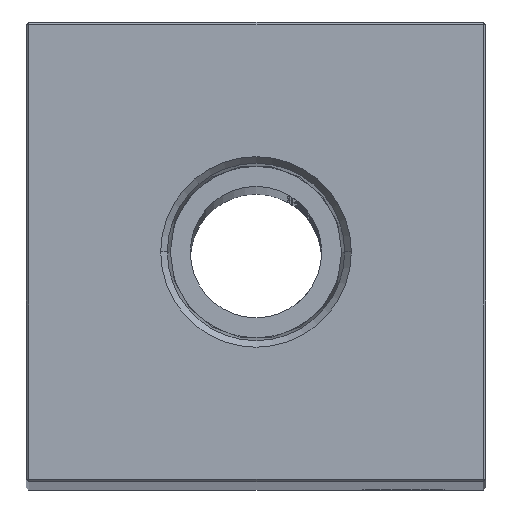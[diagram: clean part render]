
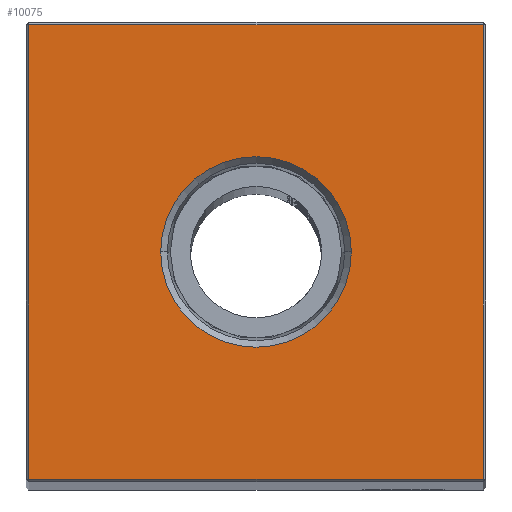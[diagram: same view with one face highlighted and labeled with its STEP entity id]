
A CAD part, top view. The second image highlights one B-rep face of the part: STEP entity #10075.
In plain terms, the highlighted planar face has unit normal (0, 0, 1).
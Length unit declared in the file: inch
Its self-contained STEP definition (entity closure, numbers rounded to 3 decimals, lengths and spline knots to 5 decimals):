
#202 = VECTOR ( 'NONE', #4389, 39.37008 ) ;
#666 = DIRECTION ( 'NONE',  ( 0., 1., 0. ) ) ;
#1344 = DIRECTION ( 'NONE',  ( 1., 0., 0. ) ) ;
#1519 = ORIENTED_EDGE ( 'NONE', *, *, #31832, .T. ) ;
#1718 = CARTESIAN_POINT ( 'NONE',  ( -0.865, 0., 17.75 ) ) ;
#1841 = CARTESIAN_POINT ( 'NONE',  ( -0.865, -0.865, 17.75 ) ) ;
#2190 = CARTESIAN_POINT ( 'NONE',  ( -0.3626, 0., 17.75 ) ) ;
#3419 = VERTEX_POINT ( 'NONE', #2190 ) ;
#3686 = EDGE_CURVE ( 'NONE', #24236, #25627, #17390, .T. ) ;
#4389 = DIRECTION ( 'NONE',  ( -1., 0., 0. ) ) ;
#4391 = EDGE_LOOP ( 'NONE', ( #9225, #14690 ) ) ;
#4676 = AXIS2_PLACEMENT_3D ( 'NONE', #20780, #31317, #7781 ) ;
#5218 = EDGE_CURVE ( 'NONE', #3419, #9611, #10867, .T. ) ;
#5812 = LINE ( 'NONE', #16226, #14452 ) ;
#6625 = CARTESIAN_POINT ( 'NONE',  ( -0.865, 0.865, 17.75 ) ) ;
#7374 = DIRECTION ( 'NONE',  ( 1., 0., 0. ) ) ;
#7459 = FACE_BOUND ( 'NONE', #4391, .T. ) ;
#7781 = DIRECTION ( 'NONE',  ( -1., 0., 0. ) ) ;
#9225 = ORIENTED_EDGE ( 'NONE', *, *, #13061, .F. ) ;
#9611 = VERTEX_POINT ( 'NONE', #27818 ) ;
#10075 = ADVANCED_FACE ( 'NONE', ( #30994, #7459 ), #17876, .F. ) ;
#10805 = EDGE_CURVE ( 'NONE', #11098, #27962, #5812, .T. ) ;
#10867 = CIRCLE ( 'NONE', #30053, 0.3626 ) ;
#10948 = VECTOR ( 'NONE', #666, 39.37008 ) ;
#11098 = VERTEX_POINT ( 'NONE', #1841 ) ;
#12184 = DIRECTION ( 'NONE',  ( 0., -1., 0. ) ) ;
#12375 = CARTESIAN_POINT ( 'NONE',  ( 0.865, -0.865, 17.75 ) ) ;
#12745 = AXIS2_PLACEMENT_3D ( 'NONE', #20364, #30896, #7374 ) ;
#13061 = EDGE_CURVE ( 'NONE', #9611, #3419, #27536, .T. ) ;
#13522 = EDGE_CURVE ( 'NONE', #25627, #11098, #25184, .T. ) ;
#13659 = LINE ( 'NONE', #24108, #10948 ) ;
#14321 = CARTESIAN_POINT ( 'NONE',  ( 0., 0., 17.75 ) ) ;
#14452 = VECTOR ( 'NONE', #26719, 39.37008 ) ;
#14690 = ORIENTED_EDGE ( 'NONE', *, *, #5218, .F. ) ;
#16226 = CARTESIAN_POINT ( 'NONE',  ( 0., -0.865, 17.75 ) ) ;
#17390 = LINE ( 'NONE', #27894, #202 ) ;
#17876 = PLANE ( 'NONE',  #4676 ) ;
#17882 = ORIENTED_EDGE ( 'NONE', *, *, #13522, .T. ) ;
#19746 = VECTOR ( 'NONE', #12184, 39.37008 ) ;
#20364 = CARTESIAN_POINT ( 'NONE',  ( 0., 0., 17.75 ) ) ;
#20780 = CARTESIAN_POINT ( 'NONE',  ( 0., 0., 17.75 ) ) ;
#24108 = CARTESIAN_POINT ( 'NONE',  ( 0.865, 0., 17.75 ) ) ;
#24236 = VERTEX_POINT ( 'NONE', #33834 ) ;
#24483 = ORIENTED_EDGE ( 'NONE', *, *, #3686, .T. ) ;
#24783 = DIRECTION ( 'NONE',  ( 0., 0., 1. ) ) ;
#25184 = LINE ( 'NONE', #1718, #19746 ) ;
#25627 = VERTEX_POINT ( 'NONE', #6625 ) ;
#26719 = DIRECTION ( 'NONE',  ( 1., 0., 0. ) ) ;
#27536 = CIRCLE ( 'NONE', #12745, 0.3626 ) ;
#27818 = CARTESIAN_POINT ( 'NONE',  ( 0.3626, 0., 17.75 ) ) ;
#27894 = CARTESIAN_POINT ( 'NONE',  ( 0., 0.865, 17.75 ) ) ;
#27962 = VERTEX_POINT ( 'NONE', #12375 ) ;
#30001 = EDGE_LOOP ( 'NONE', ( #17882, #30394, #1519, #24483 ) ) ;
#30053 = AXIS2_PLACEMENT_3D ( 'NONE', #14321, #24783, #1344 ) ;
#30394 = ORIENTED_EDGE ( 'NONE', *, *, #10805, .T. ) ;
#30896 = DIRECTION ( 'NONE',  ( 0., 0., 1. ) ) ;
#30994 = FACE_OUTER_BOUND ( 'NONE', #30001, .T. ) ;
#31317 = DIRECTION ( 'NONE',  ( 0., 0., -1. ) ) ;
#31832 = EDGE_CURVE ( 'NONE', #27962, #24236, #13659, .T. ) ;
#33834 = CARTESIAN_POINT ( 'NONE',  ( 0.865, 0.865, 17.75 ) ) ;
